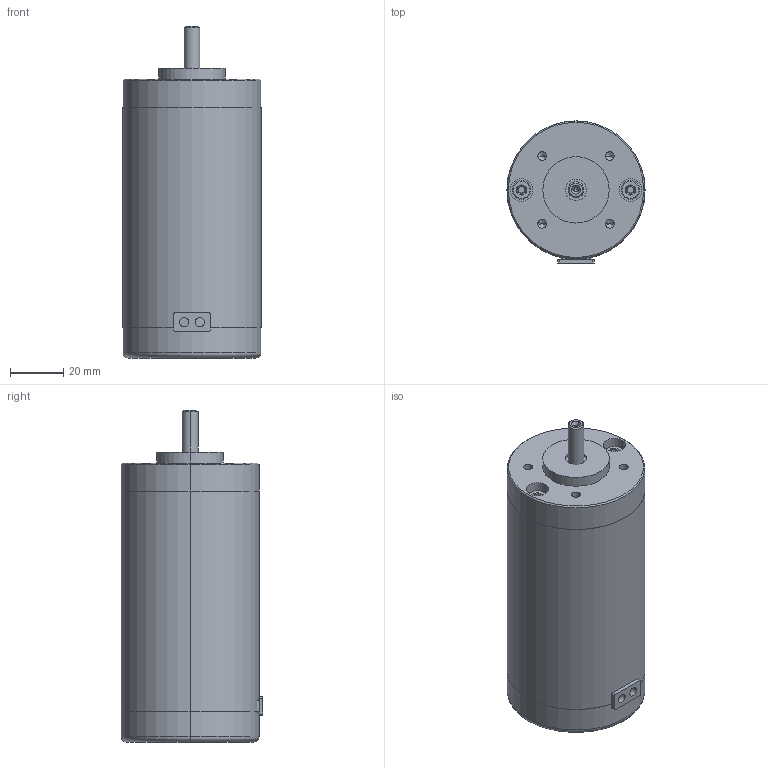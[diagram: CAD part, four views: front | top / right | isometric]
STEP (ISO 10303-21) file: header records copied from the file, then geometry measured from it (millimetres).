
FILE_DESCRIPTION (( 'STEP AP214' ), '1' );
FILE_NAME ('Motor PGK 53 - Katalog-+-E-307949.STEP', '2017-08-04T11:47:27', ( 'kob' ), ( 'Microsoft' ), 'SwSTEP 2.0', 'SolidWorks 2014', '' );
FILE_SCHEMA (( 'AUTOMOTIVE_DESIGN' ));
Length unit declared in the file: millimetre
Products named in the file (1): Motor PGK 53 - Katalog-+-E-307949
Bounding box: 52 x 53.4 x 125 mm (x, y, z)
Volume: 226469.8 mm3; surface area: 26175.2 mm2
Topology: 4 solids, 4 shells, 154 faces, 336 edges, 198 vertices
Faces by surface type: cylinder 76, plane 42, cone 22, torus 14
Entity records: 5146 total; most frequent: DIRECTION 752, CARTESIAN_POINT 749, ORIENTED_EDGE 648, EDGE_CURVE 324, AXIS2_PLACEMENT_3D 297, VERTEX_POINT 198, EDGE_LOOP 178, VECTOR 158
